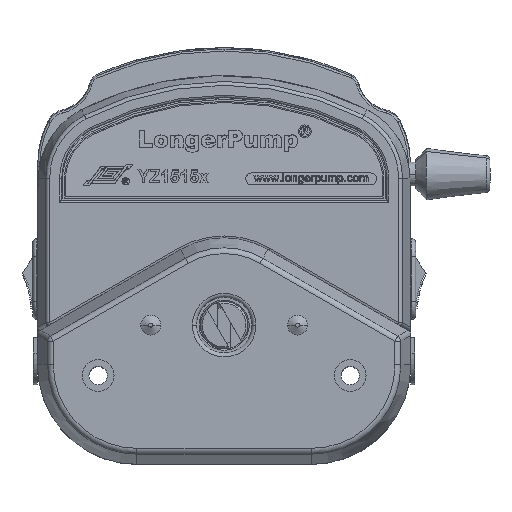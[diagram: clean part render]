
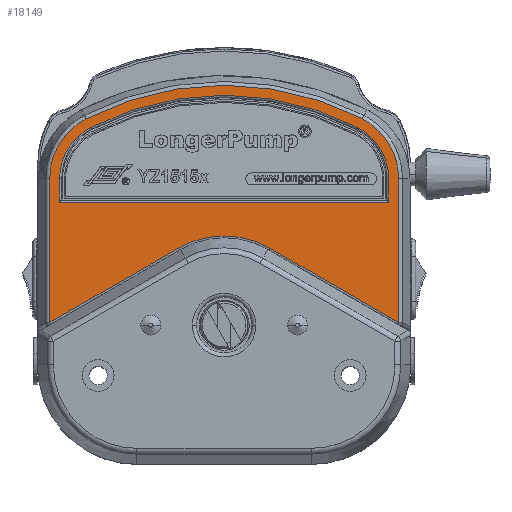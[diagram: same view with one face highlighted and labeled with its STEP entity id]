
A CAD part, top view. The second image highlights one B-rep face of the part: STEP entity #18149.
In plain terms, the highlighted planar face has unit normal (0, 0, 1).
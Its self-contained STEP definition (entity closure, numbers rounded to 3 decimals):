
#97 = VECTOR ( 'NONE', #15544, 1000. ) ;
#191 = VECTOR ( 'NONE', #19308, 1000. ) ;
#364 = VERTEX_POINT ( 'NONE', #25421 ) ;
#664 = DIRECTION ( 'NONE',  ( 1., 0., 0. ) ) ;
#1277 = CARTESIAN_POINT ( 'NONE',  ( -27., 36.96, -12. ) ) ;
#2117 = CARTESIAN_POINT ( 'NONE',  ( 43.955, 0.681, -12. ) ) ;
#2977 = VECTOR ( 'NONE', #23470, 1000. ) ;
#3537 = LINE ( 'NONE', #37680, #14285 ) ;
#4451 = LINE ( 'NONE', #36294, #12682 ) ;
#5381 = VERTEX_POINT ( 'NONE', #2117 ) ;
#5394 = DIRECTION ( 'NONE',  ( 1., 0., 0. ) ) ;
#5969 = ORIENTED_EDGE ( 'NONE', *, *, #11742, .T. ) ;
#7020 = DIRECTION ( 'NONE',  ( 0., 0., 1. ) ) ;
#7051 = CARTESIAN_POINT ( 'NONE',  ( 43.955, 39.915, -12. ) ) ;
#7329 = FACE_BOUND ( 'NONE', #14099, .T. ) ;
#7383 = CARTESIAN_POINT ( 'NONE',  ( -43.955, 39.915, -12. ) ) ;
#7794 = VERTEX_POINT ( 'NONE', #25635 ) ;
#7824 = PLANE ( 'NONE',  #41536 ) ;
#7975 = VECTOR ( 'NONE', #15896, 1000. ) ;
#8142 = VERTEX_POINT ( 'NONE', #29182 ) ;
#8546 = CIRCLE ( 'NONE', #26117, 23. ) ;
#8619 = EDGE_CURVE ( 'NONE', #8142, #33970, #4451, .T. ) ;
#9675 = CIRCLE ( 'NONE', #23885, 16.955 ) ;
#10088 = DIRECTION ( 'NONE',  ( 0., 0., -1. ) ) ;
#10602 = CARTESIAN_POINT ( 'NONE',  ( -27., 36.96, -12. ) ) ;
#10631 = ORIENTED_EDGE ( 'NONE', *, *, #20237, .T. ) ;
#10664 = ORIENTED_EDGE ( 'NONE', *, *, #41514, .T. ) ;
#10996 = LINE ( 'NONE', #7051, #191 ) ;
#11198 = CARTESIAN_POINT ( 'NONE',  ( -41.455, 36.96, -12. ) ) ;
#11599 = VERTEX_POINT ( 'NONE', #40484 ) ;
#11685 = ORIENTED_EDGE ( 'NONE', *, *, #40195, .T. ) ;
#11737 = CARTESIAN_POINT ( 'NONE',  ( 41.455, 31., -12. ) ) ;
#11742 = EDGE_CURVE ( 'NONE', #35715, #11599, #20046, .T. ) ;
#12682 = VECTOR ( 'NONE', #36476, 1000. ) ;
#12978 = VERTEX_POINT ( 'NONE', #37008 ) ;
#13317 = EDGE_CURVE ( 'NONE', #49629, #16859, #30607, .T. ) ;
#13762 = LINE ( 'NONE', #11198, #2977 ) ;
#14099 = EDGE_LOOP ( 'NONE', ( #22925, #10631, #11685, #5969, #38471, #16595 ) ) ;
#14285 = VECTOR ( 'NONE', #33579, 1000. ) ;
#14660 = DIRECTION ( 'NONE',  ( 1., 0., 0. ) ) ;
#14661 = AXIS2_PLACEMENT_3D ( 'NONE', #1277, #29775, #5394 ) ;
#15544 = DIRECTION ( 'NONE',  ( 0., -1., 0. ) ) ;
#15833 = ORIENTED_EDGE ( 'NONE', *, *, #50483, .T. ) ;
#15896 = DIRECTION ( 'NONE',  ( -1., 0., 0. ) ) ;
#16595 = ORIENTED_EDGE ( 'NONE', *, *, #37802, .T. ) ;
#16645 = CIRCLE ( 'NONE', #14661, 16.955 ) ;
#16859 = VERTEX_POINT ( 'NONE', #51380 ) ;
#18149 = ADVANCED_FACE ( 'NONE', ( #20664, #7329 ), #7824, .T. ) ;
#18607 = ORIENTED_EDGE ( 'NONE', *, *, #28824, .T. ) ;
#19308 = DIRECTION ( 'NONE',  ( 0., 1., 0. ) ) ;
#19537 = DIRECTION ( 'NONE',  ( 0., 0., -1. ) ) ;
#20046 = LINE ( 'NONE', #48599, #7975 ) ;
#20237 = EDGE_CURVE ( 'NONE', #31316, #24149, #33667, .T. ) ;
#20344 = AXIS2_PLACEMENT_3D ( 'NONE', #10602, #39122, #14660 ) ;
#20664 = FACE_OUTER_BOUND ( 'NONE', #24574, .T. ) ;
#21569 = ORIENTED_EDGE ( 'NONE', *, *, #24221, .T. ) ;
#21908 = DIRECTION ( 'NONE',  ( 0., 0., -1. ) ) ;
#22365 = CARTESIAN_POINT ( 'NONE',  ( -41.455, 36.96, -12. ) ) ;
#22925 = ORIENTED_EDGE ( 'NONE', *, *, #45684, .T. ) ;
#23470 = DIRECTION ( 'NONE',  ( 0., 1., 0. ) ) ;
#23885 = AXIS2_PLACEMENT_3D ( 'NONE', #49520, #25010, #664 ) ;
#24149 = VERTEX_POINT ( 'NONE', #33031 ) ;
#24175 = DIRECTION ( 'NONE',  ( 1., 0., 0. ) ) ;
#24221 = EDGE_CURVE ( 'NONE', #33970, #39034, #8546, .T. ) ;
#24574 = EDGE_LOOP ( 'NONE', ( #28140, #18607, #15833, #51764, #21569, #39724, #52367, #10664 ) ) ;
#24604 = CIRCLE ( 'NONE', #50176, 73.455 ) ;
#25010 = DIRECTION ( 'NONE',  ( 0., 0., 1. ) ) ;
#25421 = CARTESIAN_POINT ( 'NONE',  ( -43.955, 36.96, -12. ) ) ;
#25635 = CARTESIAN_POINT ( 'NONE',  ( -33.615, 49.812, -12. ) ) ;
#25681 = LINE ( 'NONE', #30207, #46155 ) ;
#26117 = AXIS2_PLACEMENT_3D ( 'NONE', #46385, #21908, #50509 ) ;
#26771 = VERTEX_POINT ( 'NONE', #22365 ) ;
#28071 = EDGE_CURVE ( 'NONE', #5381, #12978, #10996, .T. ) ;
#28140 = ORIENTED_EDGE ( 'NONE', *, *, #13317, .T. ) ;
#28824 = EDGE_CURVE ( 'NONE', #16859, #364, #16645, .T. ) ;
#28860 = CARTESIAN_POINT ( 'NONE',  ( 33.615, 49.812, -12. ) ) ;
#29182 = CARTESIAN_POINT ( 'NONE',  ( -43.955, 0.681, -12. ) ) ;
#29775 = DIRECTION ( 'NONE',  ( 0., 0., 1. ) ) ;
#30207 = CARTESIAN_POINT ( 'NONE',  ( 41.455, 31.5, -12. ) ) ;
#30607 = CIRCLE ( 'NONE', #34864, 75.955 ) ;
#31316 = VERTEX_POINT ( 'NONE', #28860 ) ;
#31432 = CARTESIAN_POINT ( 'NONE',  ( 0., -15.5, -12. ) ) ;
#32596 = LINE ( 'NONE', #7383, #97 ) ;
#33031 = CARTESIAN_POINT ( 'NONE',  ( 41.455, 36.96, -12. ) ) ;
#33579 = DIRECTION ( 'NONE',  ( 0.866, -0.5, 0. ) ) ;
#33667 = CIRCLE ( 'NONE', #39168, 14.455 ) ;
#33669 = EDGE_CURVE ( 'NONE', #39034, #5381, #3537, .T. ) ;
#33970 = VERTEX_POINT ( 'NONE', #51356 ) ;
#34501 = CARTESIAN_POINT ( 'NONE',  ( 27., 36.96, -12. ) ) ;
#34864 = AXIS2_PLACEMENT_3D ( 'NONE', #31432, #7020, #35531 ) ;
#35531 = DIRECTION ( 'NONE',  ( 1., 0., 0. ) ) ;
#35715 = VERTEX_POINT ( 'NONE', #11737 ) ;
#36294 = CARTESIAN_POINT ( 'NONE',  ( -11.5, 19.419, -12. ) ) ;
#36476 = DIRECTION ( 'NONE',  ( 0.866, 0.5, 0. ) ) ;
#37008 = CARTESIAN_POINT ( 'NONE',  ( 43.955, 36.96, -12. ) ) ;
#37680 = CARTESIAN_POINT ( 'NONE',  ( 45.222, -0.051, -12. ) ) ;
#37802 = EDGE_CURVE ( 'NONE', #26771, #7794, #40631, .T. ) ;
#38471 = ORIENTED_EDGE ( 'NONE', *, *, #45677, .T. ) ;
#38600 = DIRECTION ( 'NONE',  ( 1., 0., 0. ) ) ;
#39034 = VERTEX_POINT ( 'NONE', #45562 ) ;
#39122 = DIRECTION ( 'NONE',  ( 0., 0., -1. ) ) ;
#39168 = AXIS2_PLACEMENT_3D ( 'NONE', #34501, #10088, #38600 ) ;
#39724 = ORIENTED_EDGE ( 'NONE', *, *, #33669, .T. ) ;
#39834 = CARTESIAN_POINT ( 'NONE',  ( 34.759, 52.035, -12. ) ) ;
#40195 = EDGE_CURVE ( 'NONE', #24149, #35715, #25681, .T. ) ;
#40484 = CARTESIAN_POINT ( 'NONE',  ( -41.455, 31., -12. ) ) ;
#40631 = CIRCLE ( 'NONE', #20344, 14.455 ) ;
#41514 = EDGE_CURVE ( 'NONE', #12978, #49629, #9675, .T. ) ;
#41536 = AXIS2_PLACEMENT_3D ( 'NONE', #52578, #48688, #24175 ) ;
#42530 = DIRECTION ( 'NONE',  ( 0., -1., 0. ) ) ;
#44016 = CARTESIAN_POINT ( 'NONE',  ( 0., -15.5, -12. ) ) ;
#45562 = CARTESIAN_POINT ( 'NONE',  ( 11.5, 19.419, -12. ) ) ;
#45677 = EDGE_CURVE ( 'NONE', #11599, #26771, #13762, .T. ) ;
#45684 = EDGE_CURVE ( 'NONE', #7794, #31316, #24604, .T. ) ;
#46155 = VECTOR ( 'NONE', #42530, 1000. ) ;
#46385 = CARTESIAN_POINT ( 'NONE',  ( 0., -0.5, -12. ) ) ;
#48135 = DIRECTION ( 'NONE',  ( 1., 0., 0. ) ) ;
#48599 = CARTESIAN_POINT ( 'NONE',  ( -40.955, 31., -12. ) ) ;
#48688 = DIRECTION ( 'NONE',  ( 0., 0., 1. ) ) ;
#49520 = CARTESIAN_POINT ( 'NONE',  ( 27., 36.96, -12. ) ) ;
#49629 = VERTEX_POINT ( 'NONE', #39834 ) ;
#50176 = AXIS2_PLACEMENT_3D ( 'NONE', #44016, #19537, #48135 ) ;
#50483 = EDGE_CURVE ( 'NONE', #364, #8142, #32596, .T. ) ;
#50509 = DIRECTION ( 'NONE',  ( 1., 0., 0. ) ) ;
#51356 = CARTESIAN_POINT ( 'NONE',  ( -11.5, 19.419, -12. ) ) ;
#51380 = CARTESIAN_POINT ( 'NONE',  ( -34.759, 52.035, -12. ) ) ;
#51764 = ORIENTED_EDGE ( 'NONE', *, *, #8619, .T. ) ;
#52367 = ORIENTED_EDGE ( 'NONE', *, *, #28071, .T. ) ;
#52578 = CARTESIAN_POINT ( 'NONE',  ( 22., 39.915, -12. ) ) ;
